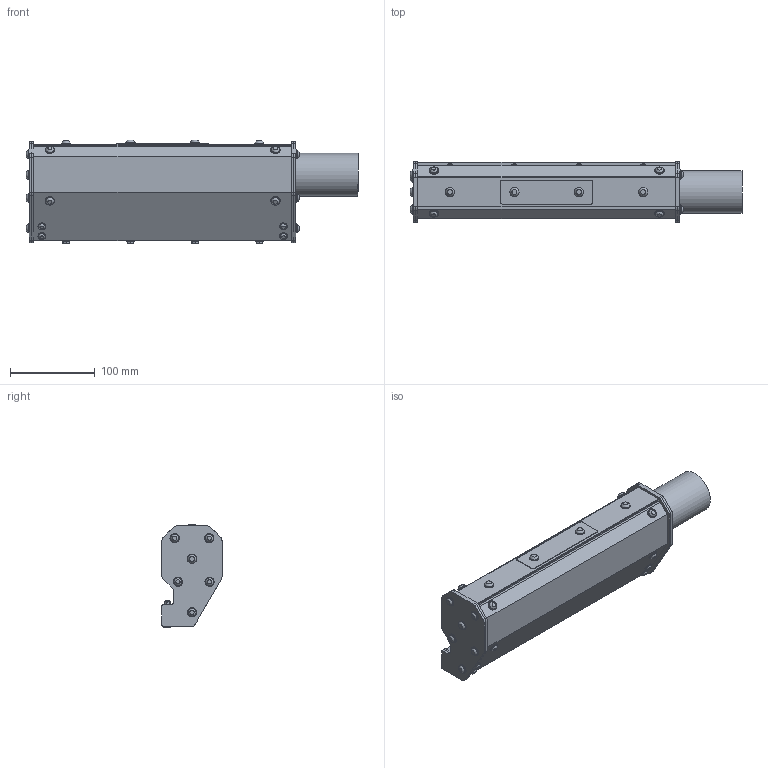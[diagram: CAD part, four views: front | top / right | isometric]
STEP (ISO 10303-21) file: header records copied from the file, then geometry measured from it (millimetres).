
FILE_DESCRIPTION(/* description */ (''),/* implementation_level */ '2;1');
FILE_NAME(/* name */ 'MA2Axxxxxx012.stp',/* time_stamp */ '2018-02-06T09:34:42-05:00',/* author */ ('James'),/* organization */ (''),/* preprocessor_version */ 'ST-DEVELOPER v16.5',/* originating_system */ 'Autodesk Inventor 2017',/* authorisation */ '');
FILE_SCHEMA (('AUTOMOTIVE_DESIGN { 1 0 10303 214 3 1 1 }'));
Length unit declared in the file: inch
Products named in the file (1): MA2Axxxxxx012
Bounding box: 392.54 x 71.12 x 122.73 mm (x, y, z)
Volume: 1995313.8 mm3; surface area: 139434.3 mm2
Topology: 1 solids, 1 shells, 438 faces, 986 edges, 651 vertices
Faces by surface type: plane 197, cylinder 126, cone 76, sphere 27, bspline 8, torus 4
Full cylindrical faces by diameter (mm): 7.6 x4, 9 x12, 9.5 x18, 10.5 x5, 11 x23, 50.8 x1
Entity records: 20823 total; most frequent: CARTESIAN_POINT 11469, DIRECTION 1920, ORIENTED_EDGE 1746, EDGE_CURVE 873, AXIS2_PLACEMENT_3D 796, EDGE_LOOP 610, VERTEX_POINT 609, FACE_OUTER_BOUND 438
